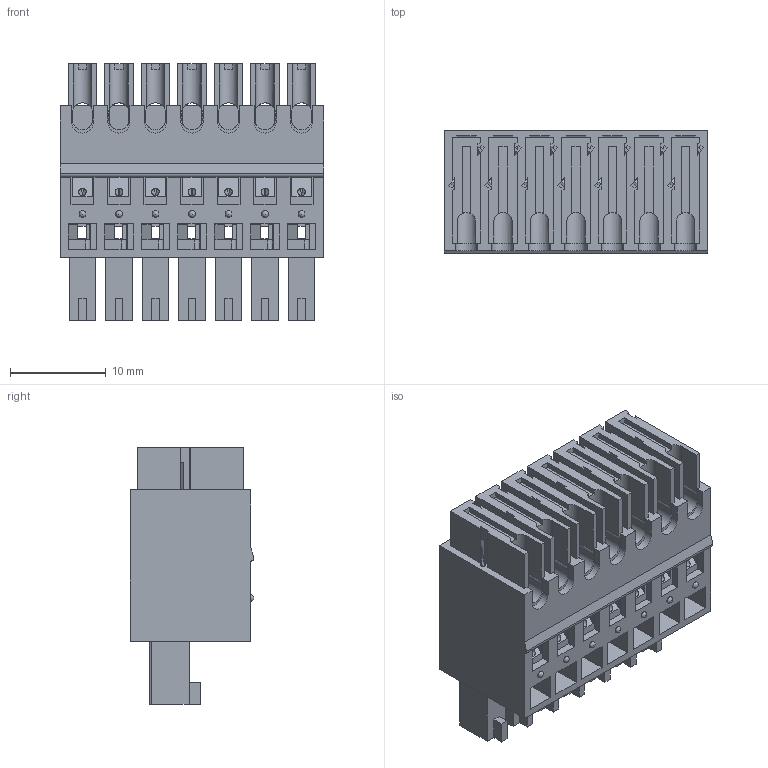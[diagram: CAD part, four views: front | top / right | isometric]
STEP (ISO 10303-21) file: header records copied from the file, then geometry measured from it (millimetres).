
FILE_DESCRIPTION( ( 'Unknown' ), '1' );
FILE_NAME( '691358310007.stp', 'Unknown', ( 'Unknown' ), ( 'Unknown' ), 'PSStep 18.0.17', 'Unknown', ' ' );
FILE_SCHEMA( ( 'AUTOMOTIVE_DESIGN { 1 0 10303 214 1 1 1 1 }' ) );
Length unit declared in the file: millimetre
Products named in the file (4): Assem1; 691(358310)(359340)0xx_Actuator; 6913583100xx; 691358310007
Assembly tree (15 placements, depth 2):
  Assem1
    691(358310)(359340)0xx_Actuator  x7
    6913583100xx  x7
    691358310007
Bounding box: 27.46 x 12.9 x 26.8 mm (x, y, z)
Volume: 4210.1 mm3; surface area: 12573.2 mm2
Topology: 15 solids, 15 shells, 1808 faces, 5096 edges, 3325 vertices
Faces by surface type: plane 1422, cylinder 358, bspline 14, torus 7, revolution 7
Full cylindrical faces by diameter (mm): 0.8 x7, 1.2 x7, 2.1 x7
Entity records: 30743 total; most frequent: CARTESIAN_POINT 4472, ORIENTED_EDGE 4334, DIRECTION 3872, EDGE_CURVE 2167, LINE 1975, VECTOR 1975, VERTEX_POINT 1439, AXIS2_PLACEMENT_3D 945
